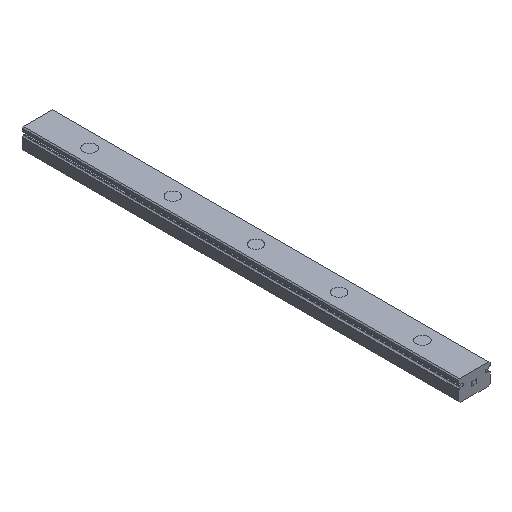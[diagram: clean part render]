
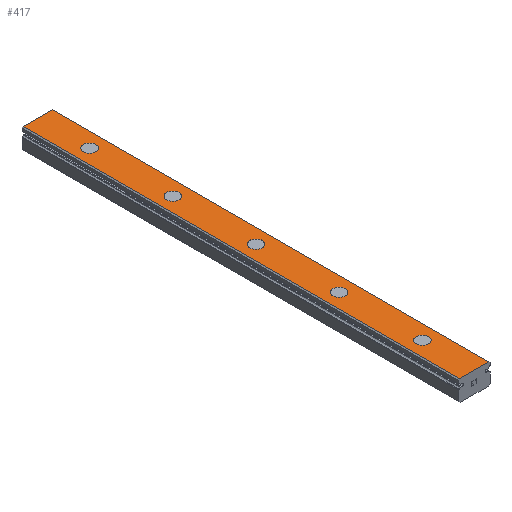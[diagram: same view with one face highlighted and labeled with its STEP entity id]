
A CAD part, isometric view. The second image highlights one B-rep face of the part: STEP entity #417.
In plain terms, the highlighted planar face has unit normal (0, 0, 1).
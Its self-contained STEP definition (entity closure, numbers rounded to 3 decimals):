
#417=ADVANCED_FACE('',(#855,#856,#857,#858,#859,#860),#861,.T.);
#855=FACE_BOUND('',#1302,.T.);
#856=FACE_BOUND('',#1303,.T.);
#857=FACE_BOUND('',#1304,.T.);
#858=FACE_BOUND('',#1305,.T.);
#859=FACE_BOUND('',#1306,.T.);
#860=FACE_OUTER_BOUND('',#1307,.T.);
#861=PLANE('',#1308);
#1302=EDGE_LOOP('',(#2503,#2504));
#1303=EDGE_LOOP('',(#2505,#2506));
#1304=EDGE_LOOP('',(#2507,#2508));
#1305=EDGE_LOOP('',(#2509,#2510));
#1306=EDGE_LOOP('',(#2511,#2512));
#1307=EDGE_LOOP('',(#2513,#2514,#2515,#2516));
#1308=AXIS2_PLACEMENT_3D('',#2517,#2518,#2519);
#2503=ORIENTED_EDGE('',*,*,#2682,.T.);
#2504=ORIENTED_EDGE('',*,*,#3039,.T.);
#2505=ORIENTED_EDGE('',*,*,#2672,.T.);
#2506=ORIENTED_EDGE('',*,*,#3045,.T.);
#2507=ORIENTED_EDGE('',*,*,#2662,.T.);
#2508=ORIENTED_EDGE('',*,*,#3051,.T.);
#2509=ORIENTED_EDGE('',*,*,#2652,.T.);
#2510=ORIENTED_EDGE('',*,*,#3057,.T.);
#2511=ORIENTED_EDGE('',*,*,#2642,.T.);
#2512=ORIENTED_EDGE('',*,*,#3063,.T.);
#2513=ORIENTED_EDGE('',*,*,#3024,.T.);
#2514=ORIENTED_EDGE('',*,*,#3097,.F.);
#2515=ORIENTED_EDGE('',*,*,#2910,.T.);
#2516=ORIENTED_EDGE('',*,*,#3095,.T.);
#2517=CARTESIAN_POINT('',(0.,210.0,10.0));
#2518=DIRECTION('',(0.0,0.0,1.0));
#2519=DIRECTION('',(-1.0,0.0,0.0));
#2642=EDGE_CURVE('',#3154,#3151,#3155,.T.);
#2652=EDGE_CURVE('',#3172,#3169,#3173,.T.);
#2662=EDGE_CURVE('',#3190,#3187,#3191,.T.);
#2672=EDGE_CURVE('',#3208,#3205,#3209,.T.);
#2682=EDGE_CURVE('',#3226,#3223,#3227,.T.);
#2910=EDGE_CURVE('',#3567,#3565,#3568,.T.);
#3024=EDGE_CURVE('',#3748,#3746,#3749,.T.);
#3039=EDGE_CURVE('',#3223,#3226,#3775,.T.);
#3045=EDGE_CURVE('',#3205,#3208,#3781,.T.);
#3051=EDGE_CURVE('',#3187,#3190,#3787,.T.);
#3057=EDGE_CURVE('',#3169,#3172,#3793,.T.);
#3063=EDGE_CURVE('',#3151,#3154,#3799,.T.);
#3095=EDGE_CURVE('',#3565,#3748,#3831,.T.);
#3097=EDGE_CURVE('',#3567,#3746,#3833,.T.);
#3151=VERTEX_POINT('',#3893);
#3154=VERTEX_POINT('',#3897);
#3155=CIRCLE('',#3898,3.0);
#3169=VERTEX_POINT('',#3915);
#3172=VERTEX_POINT('',#3919);
#3173=CIRCLE('',#3920,3.0);
#3187=VERTEX_POINT('',#3937);
#3190=VERTEX_POINT('',#3941);
#3191=CIRCLE('',#3942,3.0);
#3205=VERTEX_POINT('',#3959);
#3208=VERTEX_POINT('',#3963);
#3209=CIRCLE('',#3964,3.0);
#3223=VERTEX_POINT('',#3981);
#3226=VERTEX_POINT('',#3985);
#3227=CIRCLE('',#3986,3.0);
#3565=VERTEX_POINT('',#4456);
#3567=VERTEX_POINT('',#4459);
#3568=LINE('',#4460,#4461);
#3746=VERTEX_POINT('',#4713);
#3748=VERTEX_POINT('',#4716);
#3749=LINE('',#4717,#4718);
#3775=CIRCLE('',#4750,3.0);
#3781=CIRCLE('',#4756,3.0);
#3787=CIRCLE('',#4762,3.0);
#3793=CIRCLE('',#4768,3.0);
#3799=CIRCLE('',#4774,3.0);
#3831=LINE('',#4819,#4820);
#3833=LINE('',#4822,#4823);
#3893=CARTESIAN_POINT('',(3.0,25.0,10.0));
#3897=CARTESIAN_POINT('',(-3.0,25.0,10.0));
#3898=AXIS2_PLACEMENT_3D('',#4885,#4886,#4887);
#3915=CARTESIAN_POINT('',(3.0,65.0,10.0));
#3919=CARTESIAN_POINT('',(-3.0,65.0,10.0));
#3920=AXIS2_PLACEMENT_3D('',#4901,#4902,#4903);
#3937=CARTESIAN_POINT('',(3.0,105.0,10.0));
#3941=CARTESIAN_POINT('',(-3.0,105.0,10.0));
#3942=AXIS2_PLACEMENT_3D('',#4917,#4918,#4919);
#3959=CARTESIAN_POINT('',(3.0,145.0,10.0));
#3963=CARTESIAN_POINT('',(-3.0,145.0,10.0));
#3964=AXIS2_PLACEMENT_3D('',#4933,#4934,#4935);
#3981=CARTESIAN_POINT('',(3.0,185.0,10.0));
#3985=CARTESIAN_POINT('',(-3.0,185.0,10.0));
#3986=AXIS2_PLACEMENT_3D('',#4949,#4950,#4951);
#4456=CARTESIAN_POINT('',(-6.995,210.0,10.0));
#4459=CARTESIAN_POINT('',(6.995,210.0,10.0));
#4460=CARTESIAN_POINT('',(6.995,210.0,10.0));
#4461=VECTOR('',#5184,1.0);
#4713=CARTESIAN_POINT('',(6.995,0.0,10.0));
#4716=CARTESIAN_POINT('',(-6.995,0.0,10.0));
#4717=CARTESIAN_POINT('',(6.995,0.0,10.0));
#4718=VECTOR('',#5302,1.0);
#4750=AXIS2_PLACEMENT_3D('',#5330,#5331,#5332);
#4756=AXIS2_PLACEMENT_3D('',#5339,#5340,#5341);
#4762=AXIS2_PLACEMENT_3D('',#5348,#5349,#5350);
#4768=AXIS2_PLACEMENT_3D('',#5357,#5358,#5359);
#4774=AXIS2_PLACEMENT_3D('',#5366,#5367,#5368);
#4819=CARTESIAN_POINT('',(-6.995,210.0,10.0));
#4820=VECTOR('',#5388,1.0);
#4822=CARTESIAN_POINT('',(6.995,210.0,10.0));
#4823=VECTOR('',#5389,1.0);
#4885=CARTESIAN_POINT('',(0.0,25.0,10.0));
#4886=DIRECTION('',(0.0,0.0,-1.0));
#4887=DIRECTION('',(1.0,0.0,0.0));
#4901=CARTESIAN_POINT('',(0.0,65.0,10.0));
#4902=DIRECTION('',(0.0,0.0,-1.0));
#4903=DIRECTION('',(1.0,0.0,0.0));
#4917=CARTESIAN_POINT('',(0.0,105.0,10.0));
#4918=DIRECTION('',(0.0,0.0,-1.0));
#4919=DIRECTION('',(1.0,0.0,0.0));
#4933=CARTESIAN_POINT('',(0.0,145.0,10.0));
#4934=DIRECTION('',(0.0,0.0,-1.0));
#4935=DIRECTION('',(1.0,0.0,0.0));
#4949=CARTESIAN_POINT('',(0.0,185.0,10.0));
#4950=DIRECTION('',(0.0,0.0,-1.0));
#4951=DIRECTION('',(1.0,0.0,0.0));
#5184=DIRECTION('',(-1.0,0.0,0.0));
#5302=DIRECTION('',(1.0,0.0,0.0));
#5330=CARTESIAN_POINT('',(0.0,185.0,10.0));
#5331=DIRECTION('',(0.0,0.0,-1.0));
#5332=DIRECTION('',(1.0,0.0,0.0));
#5339=CARTESIAN_POINT('',(0.0,145.0,10.0));
#5340=DIRECTION('',(0.0,0.0,-1.0));
#5341=DIRECTION('',(1.0,0.0,0.0));
#5348=CARTESIAN_POINT('',(0.0,105.0,10.0));
#5349=DIRECTION('',(0.0,0.0,-1.0));
#5350=DIRECTION('',(1.0,0.0,0.0));
#5357=CARTESIAN_POINT('',(0.0,65.0,10.0));
#5358=DIRECTION('',(0.0,0.0,-1.0));
#5359=DIRECTION('',(1.0,0.0,0.0));
#5366=CARTESIAN_POINT('',(0.0,25.0,10.0));
#5367=DIRECTION('',(0.0,0.0,-1.0));
#5368=DIRECTION('',(1.0,0.0,0.0));
#5388=DIRECTION('',(0.0,-1.0,0.0));
#5389=DIRECTION('',(0.0,-1.0,0.0));
